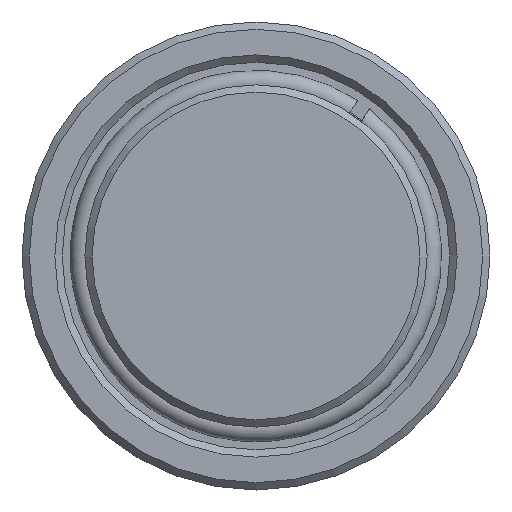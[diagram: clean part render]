
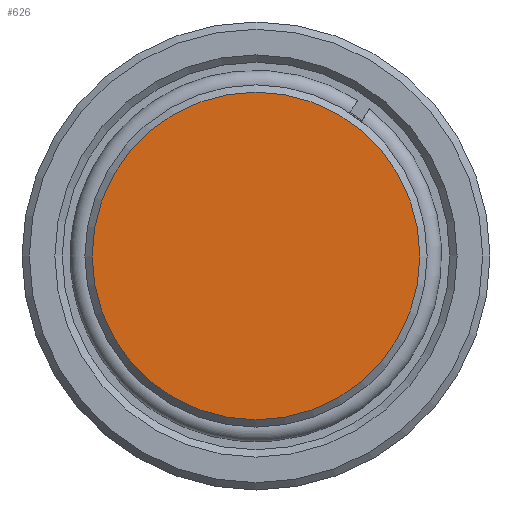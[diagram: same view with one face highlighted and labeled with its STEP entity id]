
A CAD part, left-side view. The second image highlights one B-rep face of the part: STEP entity #626.
In plain terms, the highlighted face is planar.
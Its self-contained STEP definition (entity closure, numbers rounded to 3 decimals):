
#606=CARTESIAN_POINT('',(0.,11.2,0.0));
#607=VERTEX_POINT('',#606);
#608=CARTESIAN_POINT('',(0.0,0.0,0.0));
#609=DIRECTION('',(1.0,0.0,0.0));
#610=DIRECTION('',(0.0,1.0,0.0));
#611=AXIS2_PLACEMENT_3D('',#608,#609,#610);
#612=CIRCLE('',#611,11.2);
#613=EDGE_CURVE('',#607,#607,#612,.T.);
#618=CARTESIAN_POINT('',(0.,10.85,0.0));
#619=DIRECTION('',(-1.0,0.0,0.0));
#620=DIRECTION('',(0.0,0.0,1.0));
#621=AXIS2_PLACEMENT_3D('',#618,#619,#620);
#622=PLANE('',#621);
#623=ORIENTED_EDGE('',*,*,#613,.F.);
#624=EDGE_LOOP('',(#623));
#625=FACE_OUTER_BOUND('',#624,.T.);
#626=ADVANCED_FACE('',(#625),#622,.T.);
